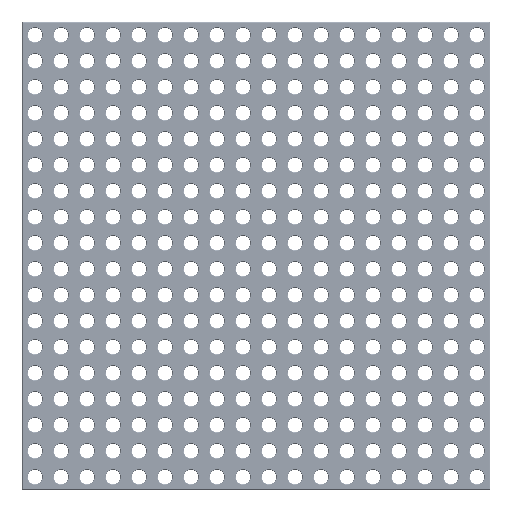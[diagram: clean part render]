
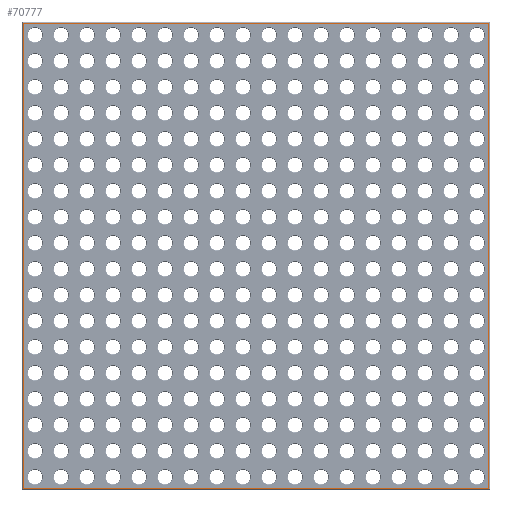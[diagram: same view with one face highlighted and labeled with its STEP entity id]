
A CAD part, top view. The second image highlights one B-rep face of the part: STEP entity #70777.
In plain terms, the highlighted planar face has unit normal (0, 0, 1).
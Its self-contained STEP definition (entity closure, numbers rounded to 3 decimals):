
#100 = PLANE('',#101);
#101 = AXIS2_PLACEMENT_3D('',#102,#103,#104);
#102 = CARTESIAN_POINT('',(-6.25,218.6,2.975));
#103 = DIRECTION('',(0.,0.707,0.707));
#104 = DIRECTION('',(-1.,0.,0.));
#12201 = PLANE('',#12202);
#12202 = AXIS2_PLACEMENT_3D('',#12203,#12204,#12205);
#12203 = CARTESIAN_POINT('',(218.6,218.75,2.975));
#12204 = DIRECTION('',(0.707,0.,0.707
    ));
#12205 = DIRECTION('',(0.,1.,0.));
#14147 = VERTEX_POINT('',#14148);
#14148 = CARTESIAN_POINT('',(-5.95,218.45,3.125));
#14162 = PLANE('',#14163);
#14163 = AXIS2_PLACEMENT_3D('',#14164,#14165,#14166);
#14164 = CARTESIAN_POINT('',(-6.1,-6.25,2.975));
#14165 = DIRECTION('',(-0.707,0.,
    0.707));
#14166 = DIRECTION('',(0.,-1.,0.));
#14176 = VERTEX_POINT('',#14177);
#14177 = CARTESIAN_POINT('',(218.45,218.45,3.125));
#14198 = EDGE_CURVE('',#14147,#14176,#14199,.T.);
#14199 = SURFACE_CURVE('',#14200,(#14204,#14211),.PCURVE_S1.);
#14200 = LINE('',#14201,#14202);
#14201 = CARTESIAN_POINT('',(-6.25,218.45,3.125));
#14202 = VECTOR('',#14203,1.);
#14203 = DIRECTION('',(1.,0.,0.));
#14204 = PCURVE('',#100,#14205);
#14205 = DEFINITIONAL_REPRESENTATION('',(#14206),#14210);
#14206 = LINE('',#14207,#14208);
#14207 = CARTESIAN_POINT('',(0.,0.212));
#14208 = VECTOR('',#14209,1.);
#14209 = DIRECTION('',(-1.,0.));
#14210 = ( GEOMETRIC_REPRESENTATION_CONTEXT(2) 
PARAMETRIC_REPRESENTATION_CONTEXT() REPRESENTATION_CONTEXT('2D SPACE',''
  ) );
#14211 = PCURVE('',#14212,#14217);
#14212 = PLANE('',#14213);
#14213 = AXIS2_PLACEMENT_3D('',#14214,#14215,#14216);
#14214 = CARTESIAN_POINT('',(106.25,106.25,3.125));
#14215 = DIRECTION('',(0.,0.,1.));
#14216 = DIRECTION('',(1.,0.,0.));
#14217 = DEFINITIONAL_REPRESENTATION('',(#14218),#14222);
#14218 = LINE('',#14219,#14220);
#14219 = CARTESIAN_POINT('',(-112.5,112.2));
#14220 = VECTOR('',#14221,1.);
#14221 = DIRECTION('',(1.,0.));
#14222 = ( GEOMETRIC_REPRESENTATION_CONTEXT(2) 
PARAMETRIC_REPRESENTATION_CONTEXT() REPRESENTATION_CONTEXT('2D SPACE',''
  ) );
#69020 = PLANE('',#69021);
#69021 = AXIS2_PLACEMENT_3D('',#69022,#69023,#69024);
#69022 = CARTESIAN_POINT('',(218.75,-6.1,2.975));
#69023 = DIRECTION('',(0.,-0.707,
    0.707));
#69024 = DIRECTION('',(-1.,0.,0.));
#70686 = VERTEX_POINT('',#70687);
#70687 = CARTESIAN_POINT('',(218.45,-5.95,3.125));
#70708 = EDGE_CURVE('',#14176,#70686,#70709,.T.);
#70709 = SURFACE_CURVE('',#70710,(#70714,#70721),.PCURVE_S1.);
#70710 = LINE('',#70711,#70712);
#70711 = CARTESIAN_POINT('',(218.45,218.75,3.125));
#70712 = VECTOR('',#70713,1.);
#70713 = DIRECTION('',(0.,-1.,0.));
#70714 = PCURVE('',#12201,#70715);
#70715 = DEFINITIONAL_REPRESENTATION('',(#70716),#70720);
#70716 = LINE('',#70717,#70718);
#70717 = CARTESIAN_POINT('',(0.,0.212));
#70718 = VECTOR('',#70719,1.);
#70719 = DIRECTION('',(-1.,0.));
#70720 = ( GEOMETRIC_REPRESENTATION_CONTEXT(2) 
PARAMETRIC_REPRESENTATION_CONTEXT() REPRESENTATION_CONTEXT('2D SPACE',''
  ) );
#70721 = PCURVE('',#14212,#70722);
#70722 = DEFINITIONAL_REPRESENTATION('',(#70723),#70727);
#70723 = LINE('',#70724,#70725);
#70724 = CARTESIAN_POINT('',(112.2,112.5));
#70725 = VECTOR('',#70726,1.);
#70726 = DIRECTION('',(0.,-1.));
#70727 = ( GEOMETRIC_REPRESENTATION_CONTEXT(2) 
PARAMETRIC_REPRESENTATION_CONTEXT() REPRESENTATION_CONTEXT('2D SPACE',''
  ) );
#70733 = VERTEX_POINT('',#70734);
#70734 = CARTESIAN_POINT('',(-5.95,-5.95,3.125));
#70757 = EDGE_CURVE('',#70733,#14147,#70758,.T.);
#70758 = SURFACE_CURVE('',#70759,(#70763,#70770),.PCURVE_S1.);
#70759 = LINE('',#70760,#70761);
#70760 = CARTESIAN_POINT('',(-5.95,-6.25,3.125));
#70761 = VECTOR('',#70762,1.);
#70762 = DIRECTION('',(0.,1.,0.));
#70763 = PCURVE('',#14162,#70764);
#70764 = DEFINITIONAL_REPRESENTATION('',(#70765),#70769);
#70765 = LINE('',#70766,#70767);
#70766 = CARTESIAN_POINT('',(0.,0.212));
#70767 = VECTOR('',#70768,1.);
#70768 = DIRECTION('',(-1.,0.));
#70769 = ( GEOMETRIC_REPRESENTATION_CONTEXT(2) 
PARAMETRIC_REPRESENTATION_CONTEXT() REPRESENTATION_CONTEXT('2D SPACE',''
  ) );
#70770 = PCURVE('',#14212,#70771);
#70771 = DEFINITIONAL_REPRESENTATION('',(#70772),#70776);
#70772 = LINE('',#70773,#70774);
#70773 = CARTESIAN_POINT('',(-112.2,-112.5));
#70774 = VECTOR('',#70775,1.);
#70775 = DIRECTION('',(0.,1.));
#70776 = ( GEOMETRIC_REPRESENTATION_CONTEXT(2) 
PARAMETRIC_REPRESENTATION_CONTEXT() REPRESENTATION_CONTEXT('2D SPACE',''
  ) );
#70777 = ADVANCED_FACE('',(#70778,#70804),#14212,.T.);
#70778 = FACE_BOUND('',#70779,.T.);
#70779 = EDGE_LOOP('',(#70780,#70801,#70802,#70803));
#70780 = ORIENTED_EDGE('',*,*,#70781,.F.);
#70781 = EDGE_CURVE('',#70686,#70733,#70782,.T.);
#70782 = SURFACE_CURVE('',#70783,(#70787,#70794),.PCURVE_S1.);
#70783 = LINE('',#70784,#70785);
#70784 = CARTESIAN_POINT('',(218.75,-5.95,3.125));
#70785 = VECTOR('',#70786,1.);
#70786 = DIRECTION('',(-1.,0.,0.));
#70787 = PCURVE('',#14212,#70788);
#70788 = DEFINITIONAL_REPRESENTATION('',(#70789),#70793);
#70789 = LINE('',#70790,#70791);
#70790 = CARTESIAN_POINT('',(112.5,-112.2));
#70791 = VECTOR('',#70792,1.);
#70792 = DIRECTION('',(-1.,0.));
#70793 = ( GEOMETRIC_REPRESENTATION_CONTEXT(2) 
PARAMETRIC_REPRESENTATION_CONTEXT() REPRESENTATION_CONTEXT('2D SPACE',''
  ) );
#70794 = PCURVE('',#69020,#70795);
#70795 = DEFINITIONAL_REPRESENTATION('',(#70796),#70800);
#70796 = LINE('',#70797,#70798);
#70797 = CARTESIAN_POINT('',(0.,-0.212));
#70798 = VECTOR('',#70799,1.);
#70799 = DIRECTION('',(1.,0.));
#70800 = ( GEOMETRIC_REPRESENTATION_CONTEXT(2) 
PARAMETRIC_REPRESENTATION_CONTEXT() REPRESENTATION_CONTEXT('2D SPACE',''
  ) );
#70801 = ORIENTED_EDGE('',*,*,#70708,.F.);
#70802 = ORIENTED_EDGE('',*,*,#14198,.F.);
#70803 = ORIENTED_EDGE('',*,*,#70757,.F.);
#70804 = FACE_BOUND('',#70805,.T.);
#70805 = EDGE_LOOP('',(#70806,#70836,#70864,#70892));
#70806 = ORIENTED_EDGE('',*,*,#70807,.T.);
#70807 = EDGE_CURVE('',#70808,#70810,#70812,.T.);
#70808 = VERTEX_POINT('',#70809);
#70809 = CARTESIAN_POINT('',(-5.15,-5.15,3.125));
#70810 = VERTEX_POINT('',#70811);
#70811 = CARTESIAN_POINT('',(-5.15,217.65,3.125));
#70812 = SURFACE_CURVE('',#70813,(#70817,#70824),.PCURVE_S1.);
#70813 = LINE('',#70814,#70815);
#70814 = CARTESIAN_POINT('',(-5.15,-5.15,3.125));
#70815 = VECTOR('',#70816,1.);
#70816 = DIRECTION('',(0.,1.,0.));
#70817 = PCURVE('',#14212,#70818);
#70818 = DEFINITIONAL_REPRESENTATION('',(#70819),#70823);
#70819 = LINE('',#70820,#70821);
#70820 = CARTESIAN_POINT('',(-111.4,-111.4));
#70821 = VECTOR('',#70822,1.);
#70822 = DIRECTION('',(0.,1.));
#70823 = ( GEOMETRIC_REPRESENTATION_CONTEXT(2) 
PARAMETRIC_REPRESENTATION_CONTEXT() REPRESENTATION_CONTEXT('2D SPACE',''
  ) );
#70824 = PCURVE('',#70825,#70830);
#70825 = PLANE('',#70826);
#70826 = AXIS2_PLACEMENT_3D('',#70827,#70828,#70829);
#70827 = CARTESIAN_POINT('',(-5.15,-5.15,3.125));
#70828 = DIRECTION('',(1.,0.,0.));
#70829 = DIRECTION('',(0.,1.,0.));
#70830 = DEFINITIONAL_REPRESENTATION('',(#70831),#70835);
#70831 = LINE('',#70832,#70833);
#70832 = CARTESIAN_POINT('',(0.,0.));
#70833 = VECTOR('',#70834,1.);
#70834 = DIRECTION('',(1.,0.));
#70835 = ( GEOMETRIC_REPRESENTATION_CONTEXT(2) 
PARAMETRIC_REPRESENTATION_CONTEXT() REPRESENTATION_CONTEXT('2D SPACE',''
  ) );
#70836 = ORIENTED_EDGE('',*,*,#70837,.T.);
#70837 = EDGE_CURVE('',#70810,#70838,#70840,.T.);
#70838 = VERTEX_POINT('',#70839);
#70839 = CARTESIAN_POINT('',(217.65,217.65,3.125));
#70840 = SURFACE_CURVE('',#70841,(#70845,#70852),.PCURVE_S1.);
#70841 = LINE('',#70842,#70843);
#70842 = CARTESIAN_POINT('',(-5.15,217.65,3.125));
#70843 = VECTOR('',#70844,1.);
#70844 = DIRECTION('',(1.,0.,0.));
#70845 = PCURVE('',#14212,#70846);
#70846 = DEFINITIONAL_REPRESENTATION('',(#70847),#70851);
#70847 = LINE('',#70848,#70849);
#70848 = CARTESIAN_POINT('',(-111.4,111.4));
#70849 = VECTOR('',#70850,1.);
#70850 = DIRECTION('',(1.,0.));
#70851 = ( GEOMETRIC_REPRESENTATION_CONTEXT(2) 
PARAMETRIC_REPRESENTATION_CONTEXT() REPRESENTATION_CONTEXT('2D SPACE',''
  ) );
#70852 = PCURVE('',#70853,#70858);
#70853 = PLANE('',#70854);
#70854 = AXIS2_PLACEMENT_3D('',#70855,#70856,#70857);
#70855 = CARTESIAN_POINT('',(-5.15,217.65,3.125));
#70856 = DIRECTION('',(0.,-1.,0.));
#70857 = DIRECTION('',(1.,0.,0.));
#70858 = DEFINITIONAL_REPRESENTATION('',(#70859),#70863);
#70859 = LINE('',#70860,#70861);
#70860 = CARTESIAN_POINT('',(0.,0.));
#70861 = VECTOR('',#70862,1.);
#70862 = DIRECTION('',(1.,0.));
#70863 = ( GEOMETRIC_REPRESENTATION_CONTEXT(2) 
PARAMETRIC_REPRESENTATION_CONTEXT() REPRESENTATION_CONTEXT('2D SPACE',''
  ) );
#70864 = ORIENTED_EDGE('',*,*,#70865,.T.);
#70865 = EDGE_CURVE('',#70838,#70866,#70868,.T.);
#70866 = VERTEX_POINT('',#70867);
#70867 = CARTESIAN_POINT('',(217.65,-5.15,3.125));
#70868 = SURFACE_CURVE('',#70869,(#70873,#70880),.PCURVE_S1.);
#70869 = LINE('',#70870,#70871);
#70870 = CARTESIAN_POINT('',(217.65,217.65,3.125));
#70871 = VECTOR('',#70872,1.);
#70872 = DIRECTION('',(0.,-1.,0.));
#70873 = PCURVE('',#14212,#70874);
#70874 = DEFINITIONAL_REPRESENTATION('',(#70875),#70879);
#70875 = LINE('',#70876,#70877);
#70876 = CARTESIAN_POINT('',(111.4,111.4));
#70877 = VECTOR('',#70878,1.);
#70878 = DIRECTION('',(0.,-1.));
#70879 = ( GEOMETRIC_REPRESENTATION_CONTEXT(2) 
PARAMETRIC_REPRESENTATION_CONTEXT() REPRESENTATION_CONTEXT('2D SPACE',''
  ) );
#70880 = PCURVE('',#70881,#70886);
#70881 = PLANE('',#70882);
#70882 = AXIS2_PLACEMENT_3D('',#70883,#70884,#70885);
#70883 = CARTESIAN_POINT('',(217.65,217.65,3.125));
#70884 = DIRECTION('',(-1.,0.,0.));
#70885 = DIRECTION('',(0.,-1.,0.));
#70886 = DEFINITIONAL_REPRESENTATION('',(#70887),#70891);
#70887 = LINE('',#70888,#70889);
#70888 = CARTESIAN_POINT('',(0.,0.));
#70889 = VECTOR('',#70890,1.);
#70890 = DIRECTION('',(1.,0.));
#70891 = ( GEOMETRIC_REPRESENTATION_CONTEXT(2) 
PARAMETRIC_REPRESENTATION_CONTEXT() REPRESENTATION_CONTEXT('2D SPACE',''
  ) );
#70892 = ORIENTED_EDGE('',*,*,#70893,.T.);
#70893 = EDGE_CURVE('',#70866,#70808,#70894,.T.);
#70894 = SURFACE_CURVE('',#70895,(#70899,#70906),.PCURVE_S1.);
#70895 = LINE('',#70896,#70897);
#70896 = CARTESIAN_POINT('',(217.65,-5.15,3.125));
#70897 = VECTOR('',#70898,1.);
#70898 = DIRECTION('',(-1.,0.,0.));
#70899 = PCURVE('',#14212,#70900);
#70900 = DEFINITIONAL_REPRESENTATION('',(#70901),#70905);
#70901 = LINE('',#70902,#70903);
#70902 = CARTESIAN_POINT('',(111.4,-111.4));
#70903 = VECTOR('',#70904,1.);
#70904 = DIRECTION('',(-1.,0.));
#70905 = ( GEOMETRIC_REPRESENTATION_CONTEXT(2) 
PARAMETRIC_REPRESENTATION_CONTEXT() REPRESENTATION_CONTEXT('2D SPACE',''
  ) );
#70906 = PCURVE('',#70907,#70912);
#70907 = PLANE('',#70908);
#70908 = AXIS2_PLACEMENT_3D('',#70909,#70910,#70911);
#70909 = CARTESIAN_POINT('',(217.65,-5.15,3.125));
#70910 = DIRECTION('',(0.,1.,0.));
#70911 = DIRECTION('',(-1.,0.,0.));
#70912 = DEFINITIONAL_REPRESENTATION('',(#70913),#70917);
#70913 = LINE('',#70914,#70915);
#70914 = CARTESIAN_POINT('',(0.,0.));
#70915 = VECTOR('',#70916,1.);
#70916 = DIRECTION('',(1.,0.));
#70917 = ( GEOMETRIC_REPRESENTATION_CONTEXT(2) 
PARAMETRIC_REPRESENTATION_CONTEXT() REPRESENTATION_CONTEXT('2D SPACE',''
  ) );
